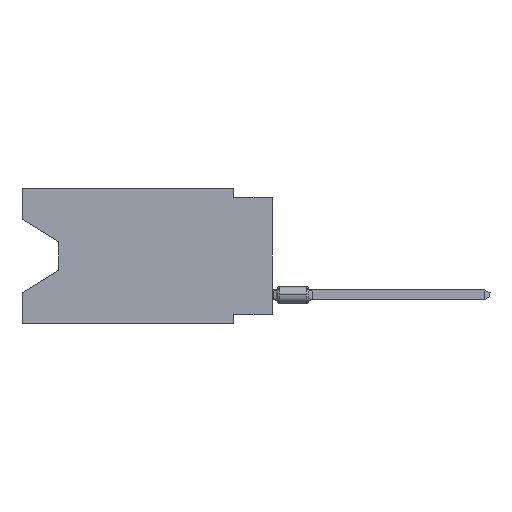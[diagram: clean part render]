
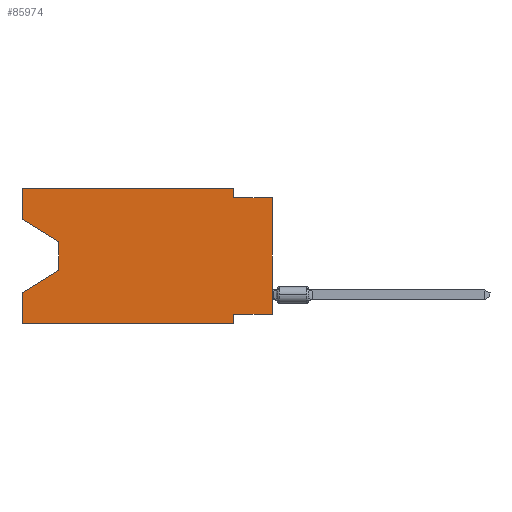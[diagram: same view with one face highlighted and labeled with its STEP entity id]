
A CAD part, left-side view. The second image highlights one B-rep face of the part: STEP entity #85974.
In plain terms, the highlighted planar face has unit normal (-1, 0, 0).
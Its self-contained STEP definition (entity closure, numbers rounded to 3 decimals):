
#1807 = CARTESIAN_POINT ( 'NONE',  ( 0., 16.383, -2.038 ) ) ;
#3144 = CARTESIAN_POINT ( 'NONE',  ( 0., 16.383, 0. ) ) ;
#3612 = VECTOR ( 'NONE', #14207, 1000. ) ;
#3682 = LINE ( 'NONE', #4176, #56420 ) ;
#4158 = ORIENTED_EDGE ( 'NONE', *, *, #5406, .F. ) ;
#4176 = CARTESIAN_POINT ( 'NONE',  ( 0., 2.54, 0. ) ) ;
#4629 = ORIENTED_EDGE ( 'NONE', *, *, #14165, .F. ) ;
#4776 = ORIENTED_EDGE ( 'NONE', *, *, #87356, .F. ) ;
#5283 = CARTESIAN_POINT ( 'NONE',  ( 0., 0., -8.255 ) ) ;
#5406 = EDGE_CURVE ( 'NONE', #9528, #63494, #73114, .T. ) ;
#5635 = VECTOR ( 'NONE', #36502, 1000. ) ;
#5898 = CARTESIAN_POINT ( 'NONE',  ( 0., 0., 0. ) ) ;
#6894 = AXIS2_PLACEMENT_3D ( 'NONE', #3144, #46500, #9351 ) ;
#9121 = ORIENTED_EDGE ( 'NONE', *, *, #73576, .F. ) ;
#9351 = DIRECTION ( 'NONE',  ( 0., 0., -1. ) ) ;
#9528 = VERTEX_POINT ( 'NONE', #50985 ) ;
#11003 = CARTESIAN_POINT ( 'NONE',  ( 0., 16.383, -8.89 ) ) ;
#12246 = LINE ( 'NONE', #78234, #60011 ) ;
#14165 = EDGE_CURVE ( 'NONE', #49184, #78445, #12246, .T. ) ;
#14207 = DIRECTION ( 'NONE',  ( 0., 0., 1. ) ) ;
#14642 = ORIENTED_EDGE ( 'NONE', *, *, #77520, .T. ) ;
#15419 = CARTESIAN_POINT ( 'NONE',  ( 0., 13.97, -5.385 ) ) ;
#15659 = VECTOR ( 'NONE', #63069, 1000. ) ;
#16430 = ORIENTED_EDGE ( 'NONE', *, *, #94232, .F. ) ;
#16951 = DIRECTION ( 'NONE',  ( 0., -0.855, -0.519 ) ) ;
#18377 = EDGE_CURVE ( 'NONE', #38216, #77949, #45208, .T. ) ;
#18786 = PLANE ( 'NONE',  #6894 ) ;
#19187 = ORIENTED_EDGE ( 'NONE', *, *, #48235, .F. ) ;
#19757 = CARTESIAN_POINT ( 'NONE',  ( 0., 0., -8.255 ) ) ;
#19868 = CARTESIAN_POINT ( 'NONE',  ( 0., 16.383, 0. ) ) ;
#21142 = DIRECTION ( 'NONE',  ( 0., -1., 0. ) ) ;
#21609 = DIRECTION ( 'NONE',  ( 0., 0., 1. ) ) ;
#22138 = LINE ( 'NONE', #57280, #91464 ) ;
#22895 = EDGE_CURVE ( 'NONE', #40688, #78445, #72173, .T. ) ;
#28436 = VERTEX_POINT ( 'NONE', #89190 ) ;
#29194 = EDGE_CURVE ( 'NONE', #9528, #28436, #45794, .T. ) ;
#30324 = CARTESIAN_POINT ( 'NONE',  ( 0., 2.54, 0. ) ) ;
#36502 = DIRECTION ( 'NONE',  ( 0., -1., 0. ) ) ;
#38216 = VERTEX_POINT ( 'NONE', #47288 ) ;
#39653 = LINE ( 'NONE', #62136, #42270 ) ;
#40170 = VECTOR ( 'NONE', #79477, 1000. ) ;
#40688 = VERTEX_POINT ( 'NONE', #11003 ) ;
#40762 = FACE_OUTER_BOUND ( 'NONE', #54254, .T. ) ;
#41091 = ORIENTED_EDGE ( 'NONE', *, *, #72516, .T. ) ;
#41574 = CARTESIAN_POINT ( 'NONE',  ( 0., 13.97, -3.505 ) ) ;
#42270 = VECTOR ( 'NONE', #69455, 1000. ) ;
#42736 = ORIENTED_EDGE ( 'NONE', *, *, #74468, .F. ) ;
#45208 = LINE ( 'NONE', #15419, #83846 ) ;
#45508 = LINE ( 'NONE', #73377, #49895 ) ;
#45794 = LINE ( 'NONE', #1807, #75539 ) ;
#46500 = DIRECTION ( 'NONE',  ( 1., 0., 0. ) ) ;
#47288 = CARTESIAN_POINT ( 'NONE',  ( 0., 13.97, -5.385 ) ) ;
#48235 = EDGE_CURVE ( 'NONE', #73772, #87714, #22138, .T. ) ;
#49184 = VERTEX_POINT ( 'NONE', #75131 ) ;
#49895 = VECTOR ( 'NONE', #21609, 1000. ) ;
#50985 = CARTESIAN_POINT ( 'NONE',  ( 0., 16.383, -2.038 ) ) ;
#52185 = CARTESIAN_POINT ( 'NONE',  ( 0., 16.383, -6.852 ) ) ;
#54254 = EDGE_LOOP ( 'NONE', ( #62078, #41091, #57661, #16430, #92972, #4629, #4776, #14642, #19187, #42736, #9121, #4158 ) ) ;
#55735 = DIRECTION ( 'NONE',  ( 0., 0., -1. ) ) ;
#56420 = VECTOR ( 'NONE', #62805, 1000. ) ;
#57280 = CARTESIAN_POINT ( 'NONE',  ( 0., 0., -0.635 ) ) ;
#57661 = ORIENTED_EDGE ( 'NONE', *, *, #18377, .T. ) ;
#59593 = VERTEX_POINT ( 'NONE', #19757 ) ;
#60011 = VECTOR ( 'NONE', #55735, 1000. ) ;
#62078 = ORIENTED_EDGE ( 'NONE', *, *, #29194, .T. ) ;
#62136 = CARTESIAN_POINT ( 'NONE',  ( 0., 16.383, 0. ) ) ;
#62805 = DIRECTION ( 'NONE',  ( 0., 0., -1. ) ) ;
#63069 = DIRECTION ( 'NONE',  ( 0., 0., -1. ) ) ;
#63494 = VERTEX_POINT ( 'NONE', #68793 ) ;
#68793 = CARTESIAN_POINT ( 'NONE',  ( 0., 16.383, 0. ) ) ;
#69455 = DIRECTION ( 'NONE',  ( 0., -1., 0. ) ) ;
#72173 = LINE ( 'NONE', #95145, #5635 ) ;
#72516 = EDGE_CURVE ( 'NONE', #28436, #38216, #93861, .T. ) ;
#73114 = LINE ( 'NONE', #19868, #40170 ) ;
#73377 = CARTESIAN_POINT ( 'NONE',  ( 0., 16.383, 0. ) ) ;
#73576 = EDGE_CURVE ( 'NONE', #63494, #87234, #39653, .T. ) ;
#73772 = VERTEX_POINT ( 'NONE', #86070 ) ;
#74468 = EDGE_CURVE ( 'NONE', #87234, #73772, #3682, .T. ) ;
#75131 = CARTESIAN_POINT ( 'NONE',  ( 0., 2.54, -8.255 ) ) ;
#75539 = VECTOR ( 'NONE', #16951, 1000. ) ;
#75730 = VECTOR ( 'NONE', #88365, 1000. ) ;
#77520 = EDGE_CURVE ( 'NONE', #59593, #87714, #80165, .T. ) ;
#77949 = VERTEX_POINT ( 'NONE', #52185 ) ;
#78234 = CARTESIAN_POINT ( 'NONE',  ( 0., 2.54, -8.89 ) ) ;
#78445 = VERTEX_POINT ( 'NONE', #86127 ) ;
#79477 = DIRECTION ( 'NONE',  ( 0., 0., 1. ) ) ;
#80165 = LINE ( 'NONE', #5898, #3612 ) ;
#83846 = VECTOR ( 'NONE', #90171, 1000. ) ;
#85974 = ADVANCED_FACE ( 'NONE', ( #40762 ), #18786, .F. ) ;
#86070 = CARTESIAN_POINT ( 'NONE',  ( 0., 2.54, -0.635 ) ) ;
#86127 = CARTESIAN_POINT ( 'NONE',  ( 0., 2.54, -8.89 ) ) ;
#87234 = VERTEX_POINT ( 'NONE', #30324 ) ;
#87356 = EDGE_CURVE ( 'NONE', #59593, #49184, #94716, .T. ) ;
#87714 = VERTEX_POINT ( 'NONE', #93631 ) ;
#88365 = DIRECTION ( 'NONE',  ( 0., 1., 0. ) ) ;
#89190 = CARTESIAN_POINT ( 'NONE',  ( 0., 13.97, -3.505 ) ) ;
#90171 = DIRECTION ( 'NONE',  ( 0., 0.855, -0.519 ) ) ;
#91464 = VECTOR ( 'NONE', #21142, 1000. ) ;
#92972 = ORIENTED_EDGE ( 'NONE', *, *, #22895, .T. ) ;
#93631 = CARTESIAN_POINT ( 'NONE',  ( 0., 0., -0.635 ) ) ;
#93861 = LINE ( 'NONE', #41574, #15659 ) ;
#94232 = EDGE_CURVE ( 'NONE', #40688, #77949, #45508, .T. ) ;
#94716 = LINE ( 'NONE', #5283, #75730 ) ;
#95145 = CARTESIAN_POINT ( 'NONE',  ( 0., 16.383, -8.89 ) ) ;
